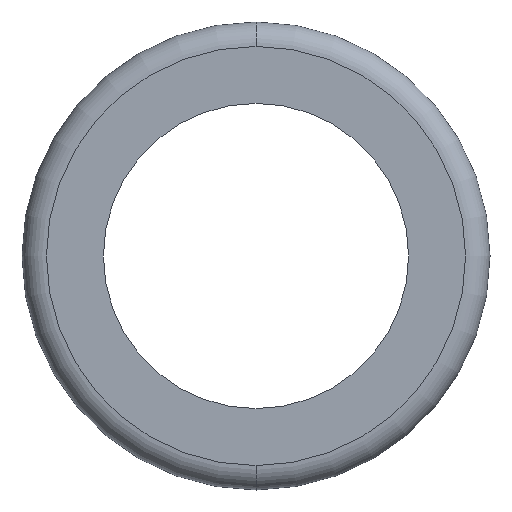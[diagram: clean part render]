
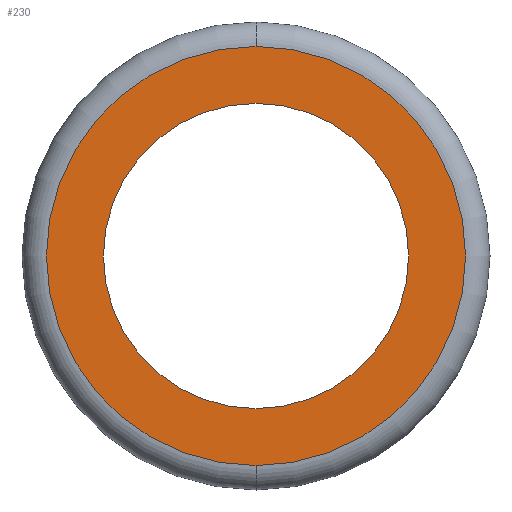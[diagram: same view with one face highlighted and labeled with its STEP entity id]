
A CAD part, front view. The second image highlights one B-rep face of the part: STEP entity #230.
In plain terms, the highlighted planar face has unit normal (0, -1, 0).
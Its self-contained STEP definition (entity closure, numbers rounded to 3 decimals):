
#140 = DIRECTION ( 'NONE',  ( 0., 0., -1. ) ) ;
#141 = DIRECTION ( 'NONE',  ( 0., -1., 0. ) ) ;
#142 = CARTESIAN_POINT ( 'NONE',  ( 0., 0., 0. ) ) ;
#143 = AXIS2_PLACEMENT_3D ( 'NONE', #142, #141, #140 ) ;
#144 = CIRCLE ( 'NONE', #143, 7.5 ) ;
#149 = EDGE_CURVE ( 'NONE', #150, #151, #262, .T. ) ;
#150 = VERTEX_POINT ( 'NONE', #268 ) ;
#151 = VERTEX_POINT ( 'NONE', #267 ) ;
#209 = VERTEX_POINT ( 'NONE', #429 ) ;
#211 = EDGE_CURVE ( 'NONE', #209, #212, #431, .T. ) ;
#212 = VERTEX_POINT ( 'NONE', #432 ) ;
#230 = ADVANCED_FACE ( 'NONE', ( #455, #466 ), #459, .F. ) ;
#231 = EDGE_LOOP ( 'NONE', ( #232, #234 ) ) ;
#232 = ORIENTED_EDGE ( 'NONE', *, *, #233, .T. ) ;
#233 = EDGE_CURVE ( 'NONE', #151, #150, #460, .T. ) ;
#234 = ORIENTED_EDGE ( 'NONE', *, *, #149, .T. ) ;
#235 = EDGE_LOOP ( 'NONE', ( #236, #238 ) ) ;
#236 = ORIENTED_EDGE ( 'NONE', *, *, #237, .F. ) ;
#237 = EDGE_CURVE ( 'NONE', #212, #209, #144, .T. ) ;
#238 = ORIENTED_EDGE ( 'NONE', *, *, #211, .F. ) ;
#252 = CARTESIAN_POINT ( 'NONE',  ( 0., 0., 0. ) ) ;
#259 = DIRECTION ( 'NONE',  ( 0., 0., 1. ) ) ;
#260 = DIRECTION ( 'NONE',  ( 0., -1., 0. ) ) ;
#261 = AXIS2_PLACEMENT_3D ( 'NONE', #252, #260, #259 ) ;
#262 = CIRCLE ( 'NONE', #261, 10.3 ) ;
#267 = CARTESIAN_POINT ( 'NONE',  ( 0., 0., 10.3 ) ) ;
#268 = CARTESIAN_POINT ( 'NONE',  ( 0., 0., -10.3 ) ) ;
#425 = DIRECTION ( 'NONE',  ( 0., 0., -1. ) ) ;
#426 = DIRECTION ( 'NONE',  ( 0., -1., 0. ) ) ;
#427 = CARTESIAN_POINT ( 'NONE',  ( 0., 0., 0. ) ) ;
#428 = AXIS2_PLACEMENT_3D ( 'NONE', #427, #426, #425 ) ;
#429 = CARTESIAN_POINT ( 'NONE',  ( 0., 0., 7.5 ) ) ;
#431 = CIRCLE ( 'NONE', #428, 7.5 ) ;
#432 = CARTESIAN_POINT ( 'NONE',  ( 0., 0., -7.5 ) ) ;
#455 = FACE_OUTER_BOUND ( 'NONE', #231, .T. ) ;
#456 = DIRECTION ( 'NONE',  ( 0., 1., 0. ) ) ;
#457 = AXIS2_PLACEMENT_3D ( 'NONE', #458, #456, #461 ) ;
#458 = CARTESIAN_POINT ( 'NONE',  ( -7.5, 0., 0. ) ) ;
#459 = PLANE ( 'NONE',  #457 ) ;
#460 = CIRCLE ( 'NONE', #465, 10.3 ) ;
#461 = DIRECTION ( 'NONE',  ( 0., 0., 1. ) ) ;
#462 = DIRECTION ( 'NONE',  ( 0., 0., 1. ) ) ;
#463 = DIRECTION ( 'NONE',  ( 0., -1., 0. ) ) ;
#464 = CARTESIAN_POINT ( 'NONE',  ( 0., 0., 0. ) ) ;
#465 = AXIS2_PLACEMENT_3D ( 'NONE', #464, #463, #462 ) ;
#466 = FACE_BOUND ( 'NONE', #235, .T. ) ;
